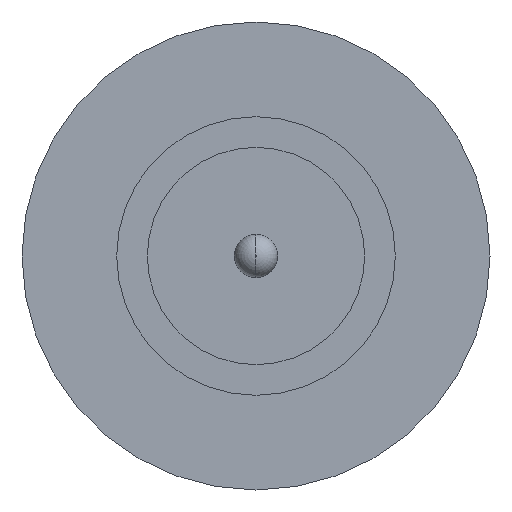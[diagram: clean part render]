
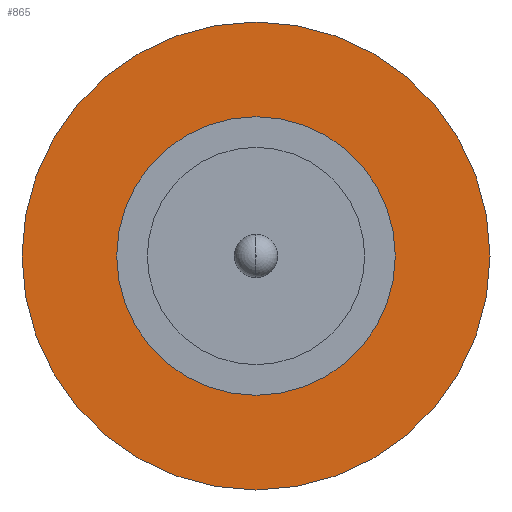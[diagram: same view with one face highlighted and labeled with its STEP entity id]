
A CAD part, left-side view. The second image highlights one B-rep face of the part: STEP entity #865.
In plain terms, the highlighted face is planar.
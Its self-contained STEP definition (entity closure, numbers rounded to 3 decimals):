
#9 = CIRCLE ( 'NONE', #187, 1.25 ) ;
#22 = CARTESIAN_POINT ( 'NONE',  ( 0., 0., 0. ) ) ;
#33 = CARTESIAN_POINT ( 'NONE',  ( 0., 0., 0. ) ) ;
#51 = CARTESIAN_POINT ( 'NONE',  ( 0., 0., 0. ) ) ;
#71 = EDGE_CURVE ( 'NONE', #702, #610, #113, .T. ) ;
#83 = AXIS2_PLACEMENT_3D ( 'NONE', #22, #964, #431 ) ;
#113 = CIRCLE ( 'NONE', #83, 1.25 ) ;
#133 = ORIENTED_EDGE ( 'NONE', *, *, #71, .F. ) ;
#187 = AXIS2_PLACEMENT_3D ( 'NONE', #33, #609, #686 ) ;
#235 = CIRCLE ( 'NONE', #902, 2.1 ) ;
#251 = CARTESIAN_POINT ( 'NONE',  ( 2.1, 0., 0. ) ) ;
#299 = VERTEX_POINT ( 'NONE', #251 ) ;
#314 = AXIS2_PLACEMENT_3D ( 'NONE', #801, #482, #663 ) ;
#338 = CARTESIAN_POINT ( 'NONE',  ( -2.1, 0., 0. ) ) ;
#345 = EDGE_CURVE ( 'NONE', #610, #702, #9, .T. ) ;
#420 = FACE_OUTER_BOUND ( 'NONE', #655, .T. ) ;
#431 = DIRECTION ( 'NONE',  ( 1., 0., 0. ) ) ;
#440 = PLANE ( 'NONE',  #704 ) ;
#482 = DIRECTION ( 'NONE',  ( 0., 0., 1. ) ) ;
#517 = CARTESIAN_POINT ( 'NONE',  ( 0., 2.1, 0. ) ) ;
#562 = EDGE_LOOP ( 'NONE', ( #981, #133 ) ) ;
#609 = DIRECTION ( 'NONE',  ( 0., 0., 1. ) ) ;
#610 = VERTEX_POINT ( 'NONE', #729 ) ;
#618 = DIRECTION ( 'NONE',  ( 0., 0., 1. ) ) ;
#655 = EDGE_LOOP ( 'NONE', ( #715, #867 ) ) ;
#663 = DIRECTION ( 'NONE',  ( 1., 0., 0. ) ) ;
#669 = EDGE_CURVE ( 'NONE', #299, #672, #781, .T. ) ;
#672 = VERTEX_POINT ( 'NONE', #338 ) ;
#686 = DIRECTION ( 'NONE',  ( 1., 0., 0. ) ) ;
#699 = DIRECTION ( 'NONE',  ( 0., 0., -1. ) ) ;
#702 = VERTEX_POINT ( 'NONE', #732 ) ;
#704 = AXIS2_PLACEMENT_3D ( 'NONE', #517, #699, #921 ) ;
#715 = ORIENTED_EDGE ( 'NONE', *, *, #669, .T. ) ;
#729 = CARTESIAN_POINT ( 'NONE',  ( 1.25, 0., 0. ) ) ;
#732 = CARTESIAN_POINT ( 'NONE',  ( -1.25, 0., 0. ) ) ;
#764 = DIRECTION ( 'NONE',  ( 1., 0., 0. ) ) ;
#781 = CIRCLE ( 'NONE', #314, 2.1 ) ;
#801 = CARTESIAN_POINT ( 'NONE',  ( 0., 0., 0. ) ) ;
#865 = ADVANCED_FACE ( 'NONE', ( #985, #420 ), #440, .F. ) ;
#867 = ORIENTED_EDGE ( 'NONE', *, *, #986, .T. ) ;
#902 = AXIS2_PLACEMENT_3D ( 'NONE', #51, #618, #764 ) ;
#921 = DIRECTION ( 'NONE',  ( -1., 0., 0. ) ) ;
#964 = DIRECTION ( 'NONE',  ( 0., 0., 1. ) ) ;
#981 = ORIENTED_EDGE ( 'NONE', *, *, #345, .F. ) ;
#985 = FACE_BOUND ( 'NONE', #562, .T. ) ;
#986 = EDGE_CURVE ( 'NONE', #672, #299, #235, .T. ) ;
